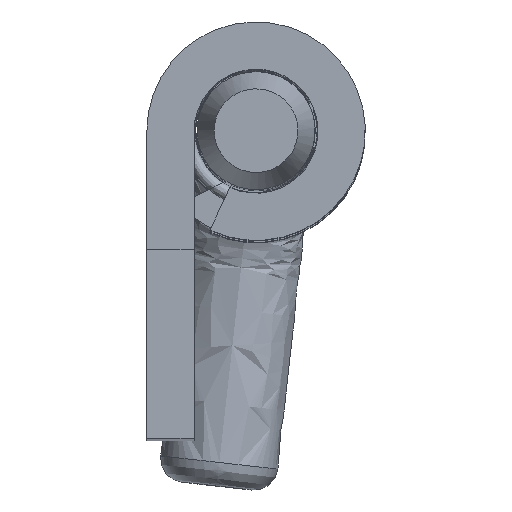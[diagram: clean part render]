
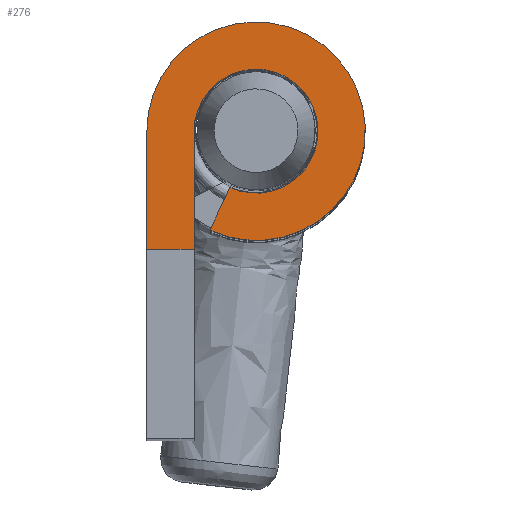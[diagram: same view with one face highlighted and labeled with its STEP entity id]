
A CAD part, top view. The second image highlights one B-rep face of the part: STEP entity #276.
In plain terms, the highlighted planar face has unit normal (0, 0, 1).
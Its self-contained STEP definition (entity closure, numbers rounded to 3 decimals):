
#276 = ADVANCED_FACE( '', ( #345 ), #346, .T. );
#345 = FACE_OUTER_BOUND( '', #474, .T. );
#346 = PLANE( '', #475 );
#474 = EDGE_LOOP( '', ( #3075, #3076, #3077, #3078, #3079, #3080 ) );
#475 = AXIS2_PLACEMENT_3D( '', #3081, #3082, #3083 );
#3075 = ORIENTED_EDGE( '', *, *, #3435, .F. );
#3076 = ORIENTED_EDGE( '', *, *, #3436, .F. );
#3077 = ORIENTED_EDGE( '', *, *, #3437, .F. );
#3078 = ORIENTED_EDGE( '', *, *, #3427, .F. );
#3079 = ORIENTED_EDGE( '', *, *, #3434, .F. );
#3080 = ORIENTED_EDGE( '', *, *, #3401, .F. );
#3081 = CARTESIAN_POINT( '', ( 7.5, -5., 29.5 ) );
#3082 = DIRECTION( '', ( 0., 0., 1. ) );
#3083 = DIRECTION( '', ( 1., 0., 0. ) );
#3401 = EDGE_CURVE( '', #3537, #3539, #3540, .T. );
#3427 = EDGE_CURVE( '', #3581, #3583, #3584, .T. );
#3434 = EDGE_CURVE( '', #3539, #3581, #3596, .T. );
#3435 = EDGE_CURVE( '', #3597, #3537, #3598, .T. );
#3436 = EDGE_CURVE( '', #3599, #3597, #3600, .T. );
#3437 = EDGE_CURVE( '', #3583, #3599, #3601, .T. );
#3537 = VERTEX_POINT( '', #3769 );
#3539 = VERTEX_POINT( '', #3772 );
#3540 = LINE( '', #3773, #3774 );
#3581 = VERTEX_POINT( '', #3833 );
#3583 = VERTEX_POINT( '', #3836 );
#3584 = LINE( '', #3837, #3838 );
#3596 = LINE( '', #3854, #3855 );
#3597 = VERTEX_POINT( '', #3856 );
#3598 = CIRCLE( '', #3857, 2.625 );
#3599 = VERTEX_POINT( '', #3858 );
#3600 = LINE( '', #3859, #3860 );
#3601 = CIRCLE( '', #3861, 4.625 );
#3769 = CARTESIAN_POINT( '', ( -2.625, 0., 29.5 ) );
#3772 = CARTESIAN_POINT( '', ( -2.625, -5., 29.5 ) );
#3773 = CARTESIAN_POINT( '', ( -2.625, 0., 29.5 ) );
#3774 = VECTOR( '', #4376, 1000. );
#3833 = CARTESIAN_POINT( '', ( -4.625, -5., 29.5 ) );
#3836 = CARTESIAN_POINT( '', ( -4.625, 0., 29.5 ) );
#3837 = CARTESIAN_POINT( '', ( -4.625, -13., 29.5 ) );
#3838 = VECTOR( '', #4414, 1000. );
#3854 = CARTESIAN_POINT( '', ( 7.5, -5., 29.5 ) );
#3855 = VECTOR( '', #4425, 1000. );
#3856 = CARTESIAN_POINT( '', ( -1.109, -2.379, 29.5 ) );
#3857 = AXIS2_PLACEMENT_3D( '', #4426, #4427, #4428 );
#3858 = CARTESIAN_POINT( '', ( -1.955, -4.192, 29.5 ) );
#3859 = CARTESIAN_POINT( '', ( -1.955, -4.192, 29.5 ) );
#3860 = VECTOR( '', #4429, 1000. );
#3861 = AXIS2_PLACEMENT_3D( '', #4430, #4431, #4432 );
#4376 = DIRECTION( '', ( 0., -1., 0. ) );
#4414 = DIRECTION( '', ( 0., 1., 0. ) );
#4425 = DIRECTION( '', ( -1., 0., 0. ) );
#4426 = CARTESIAN_POINT( '', ( 0., 0., 29.5 ) );
#4427 = DIRECTION( '', ( 0., 0., 1. ) );
#4428 = DIRECTION( '', ( 1., 0., 0. ) );
#4429 = DIRECTION( '', ( 0.423, 0.906, 0. ) );
#4430 = CARTESIAN_POINT( '', ( 0., 0., 29.5 ) );
#4431 = DIRECTION( '', ( 0., 0., -1. ) );
#4432 = DIRECTION( '', ( 1., 0., 0. ) );
